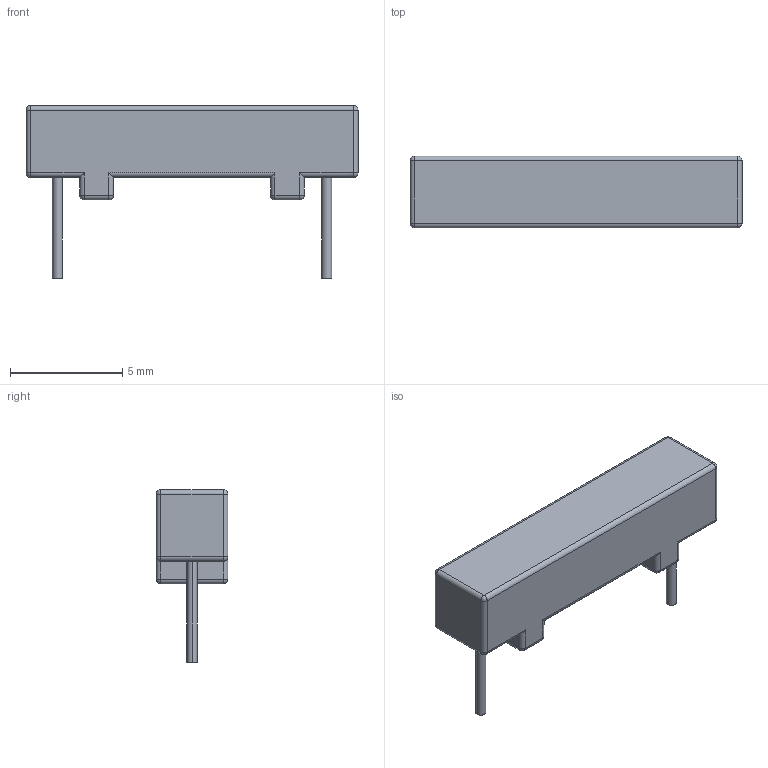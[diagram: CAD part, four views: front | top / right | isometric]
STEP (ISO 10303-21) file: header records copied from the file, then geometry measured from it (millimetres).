
FILE_DESCRIPTION(('CATIA V5 STEP Exchange'),'2;1');
FILE_NAME('S1325.stp','2025-04-04T02:16:42+00:00',('none'),('none'),'CATIA Version 5 Release 17 (IN-10)','CATIA V5 STEP AP214','none');
FILE_SCHEMA(('AUTOMOTIVE_DESIGN { 1 0 10303 214 1 1 1 1 }'));
Length unit declared in the file: millimetre
Products named in the file (1): S1325
Bounding box: 14.8 x 3.2 x 7.7 mm (x, y, z)
Volume: 161.7 mm3; surface area: 232.4 mm2
Topology: 1 solids, 1 shells, 66 faces, 148 edges, 71 vertices
Faces by surface type: cylinder 35, plane 16, sphere 15
Entity records: 1944 total; most frequent: CARTESIAN_POINT 306, ORIENTED_EDGE 266, DIRECTION 247, EDGE_CURVE 133, AXIS2_PLACEMENT_3D 116, VECTOR 71, LINE 71, VERTEX_POINT 71
